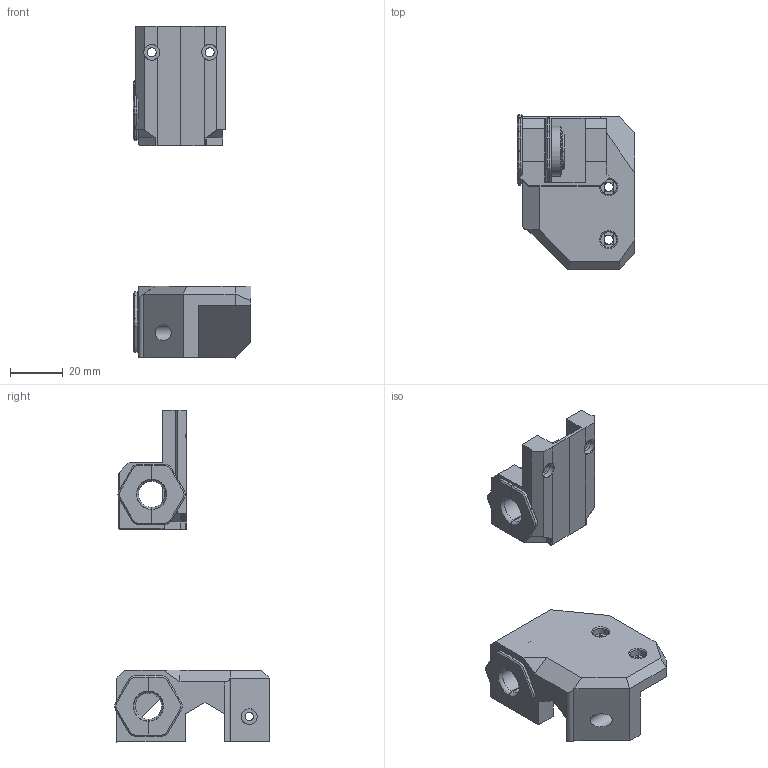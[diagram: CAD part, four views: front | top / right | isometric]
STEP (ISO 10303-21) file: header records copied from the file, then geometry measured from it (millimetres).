
FILE_DESCRIPTION(/* description */ (''),/* implementation_level */ '2;1');
FILE_NAME(/* name */ 'Umbilical-Z-with-parametric-umbilical-passthrough v1.step',/* time_stamp */ '2024-07-01T18:26:21+02:00',/* author */ (''),/* organization */ (''),/* preprocessor_version */ 'ST-DEVELOPER v20',/* originating_system */ 'Autodesk Translation Framework v13.14.0.145',/* authorisation */ '');
FILE_SCHEMA (('AUTOMOTIVE_DESIGN { 1 0 10303 214 3 1 1 }'));
Length unit declared in the file: millimetre
Products named in the file (7): Umbilical-Z-with-parametric-umbilical-passthrough; Down; Passthrough; Nut; Up; Passthrough (1); Nut (1)
Assembly tree (6 placements, depth 3):
  Umbilical-Z-with-parametric-umbilical-passthrough
    Down
      Passthrough
      Nut
    Up
      Passthrough (1)
      Nut (1)
Bounding box: 44.8 x 58.75 x 126.1 mm (x, y, z)
Volume: 42200.8 mm3; surface area: 25475.4 mm2
Topology: 8 solids, 8 shells, 505 faces, 1327 edges, 841 vertices
Faces by surface type: plane 232, cylinder 121, cone 75, bspline 64, torus 13
Full cylindrical faces by diameter (mm): 3.2 x1, 3.4 x4, 6 x5, 14.2 x4, 15.2 x2, 15.5 x2, 16.3 x1, 19 x2
Entity records: 19989 total; most frequent: CARTESIAN_POINT 8010, ORIENTED_EDGE 2654, DIRECTION 2149, EDGE_CURVE 1327, VERTEX_POINT 841, LINE 761, VECTOR 761, AXIS2_PLACEMENT_3D 694
